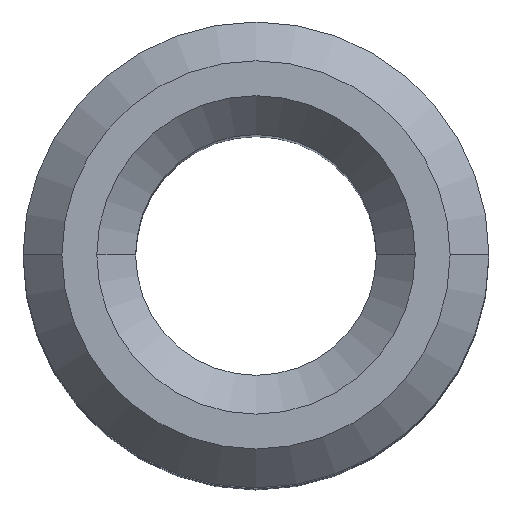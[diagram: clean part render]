
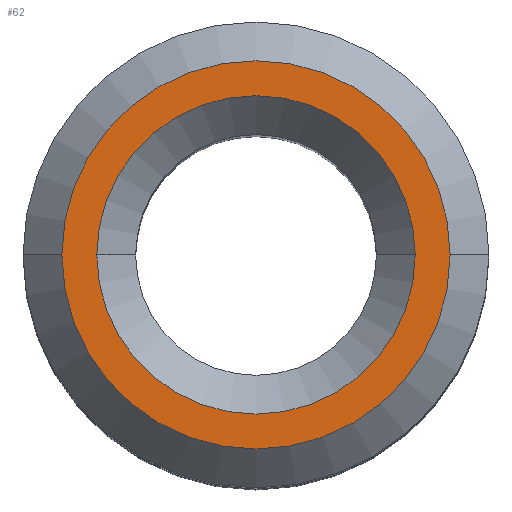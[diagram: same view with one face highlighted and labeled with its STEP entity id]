
A CAD part, top view. The second image highlights one B-rep face of the part: STEP entity #62.
In plain terms, the highlighted planar face has unit normal (0, 0, 1).
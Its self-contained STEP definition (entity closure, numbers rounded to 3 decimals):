
#19 = ORIENTED_EDGE ( 'NONE', *, *, #535, .T. ) ;
#45 = DIRECTION ( 'NONE',  ( 1., 0., 0. ) ) ;
#52 = DIRECTION ( 'NONE',  ( 0., 0., 1. ) ) ;
#56 = PLANE ( 'NONE',  #565 ) ;
#62 = ADVANCED_FACE ( 'NONE', ( #453, #562 ), #56, .T. ) ;
#66 = AXIS2_PLACEMENT_3D ( 'NONE', #129, #227, #45 ) ;
#116 = DIRECTION ( 'NONE',  ( 0., 0., -1. ) ) ;
#129 = CARTESIAN_POINT ( 'NONE',  ( 0., 0., 4.05 ) ) ;
#134 = CARTESIAN_POINT ( 'NONE',  ( 1.25, 0., 4.05 ) ) ;
#144 = CARTESIAN_POINT ( 'NONE',  ( 0., 0., 4.05 ) ) ;
#167 = AXIS2_PLACEMENT_3D ( 'NONE', #477, #217, #385 ) ;
#176 = EDGE_CURVE ( 'NONE', #346, #239, #364, .T. ) ;
#188 = CIRCLE ( 'NONE', #167, 1.025 ) ;
#201 = EDGE_LOOP ( 'NONE', ( #204, #19 ) ) ;
#204 = ORIENTED_EDGE ( 'NONE', *, *, #256, .T. ) ;
#217 = DIRECTION ( 'NONE',  ( 0., 0., -1. ) ) ;
#227 = DIRECTION ( 'NONE',  ( 0., 0., 1. ) ) ;
#235 = DIRECTION ( 'NONE',  ( 1., 0., 0. ) ) ;
#239 = VERTEX_POINT ( 'NONE', #439 ) ;
#246 = EDGE_LOOP ( 'NONE', ( #536, #330 ) ) ;
#256 = EDGE_CURVE ( 'NONE', #324, #550, #479, .T. ) ;
#294 = AXIS2_PLACEMENT_3D ( 'NONE', #144, #502, #235 ) ;
#295 = DIRECTION ( 'NONE',  ( 1., 0., 0. ) ) ;
#308 = CARTESIAN_POINT ( 'NONE',  ( -1.025, 0., 4.05 ) ) ;
#324 = VERTEX_POINT ( 'NONE', #491 ) ;
#330 = ORIENTED_EDGE ( 'NONE', *, *, #176, .T. ) ;
#333 = CARTESIAN_POINT ( 'NONE',  ( 0., 0., 4.05 ) ) ;
#346 = VERTEX_POINT ( 'NONE', #308 ) ;
#364 = CIRCLE ( 'NONE', #459, 1.025 ) ;
#385 = DIRECTION ( 'NONE',  ( 1., 0., 0. ) ) ;
#417 = EDGE_CURVE ( 'NONE', #239, #346, #188, .T. ) ;
#439 = CARTESIAN_POINT ( 'NONE',  ( 1.025, 0., 4.05 ) ) ;
#446 = DIRECTION ( 'NONE',  ( 1., 0., 0. ) ) ;
#453 = FACE_BOUND ( 'NONE', #246, .T. ) ;
#459 = AXIS2_PLACEMENT_3D ( 'NONE', #333, #116, #295 ) ;
#477 = CARTESIAN_POINT ( 'NONE',  ( 0., 0., 4.05 ) ) ;
#479 = CIRCLE ( 'NONE', #66, 1.25 ) ;
#491 = CARTESIAN_POINT ( 'NONE',  ( -1.25, 0., 4.05 ) ) ;
#502 = DIRECTION ( 'NONE',  ( 0., 0., 1. ) ) ;
#520 = CARTESIAN_POINT ( 'NONE',  ( 0., 0., 4.05 ) ) ;
#535 = EDGE_CURVE ( 'NONE', #550, #324, #548, .T. ) ;
#536 = ORIENTED_EDGE ( 'NONE', *, *, #417, .T. ) ;
#548 = CIRCLE ( 'NONE', #294, 1.25 ) ;
#550 = VERTEX_POINT ( 'NONE', #134 ) ;
#562 = FACE_OUTER_BOUND ( 'NONE', #201, .T. ) ;
#565 = AXIS2_PLACEMENT_3D ( 'NONE', #520, #52, #446 ) ;
